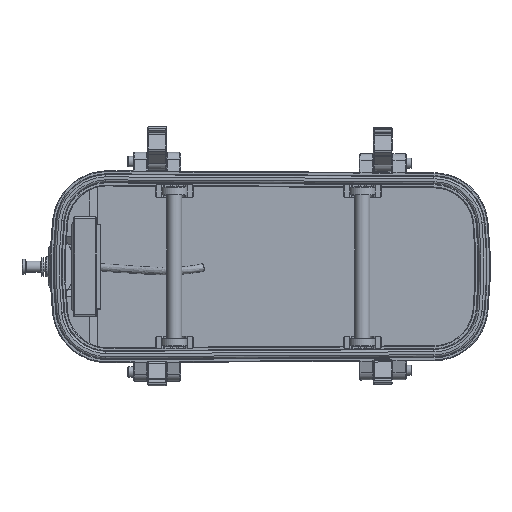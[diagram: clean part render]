
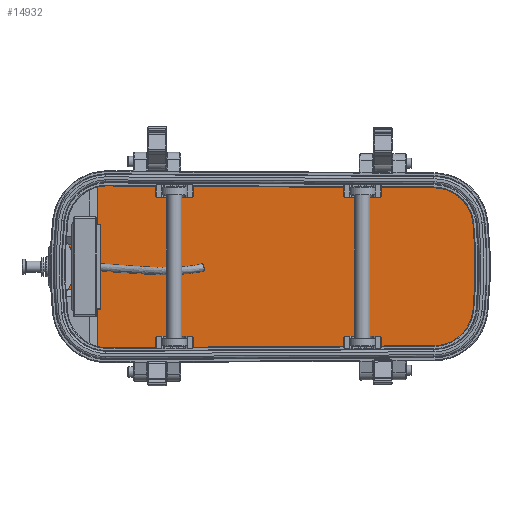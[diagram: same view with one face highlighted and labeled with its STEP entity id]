
A CAD part, top view. The second image highlights one B-rep face of the part: STEP entity #14932.
In plain terms, the highlighted planar face has unit normal (0, 0, 1).
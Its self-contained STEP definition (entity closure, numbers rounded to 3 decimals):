
#675=LINE('',#24832,#2147);
#680=LINE('',#24848,#2152);
#683=LINE('',#24857,#2155);
#686=LINE('',#24865,#2158);
#688=LINE('',#24869,#2160);
#691=LINE('',#24880,#2163);
#700=LINE('',#24913,#2172);
#701=LINE('',#24915,#2173);
#702=LINE('',#24917,#2174);
#2147=VECTOR('',#20132,1000.);
#2152=VECTOR('',#20151,1000.);
#2155=VECTOR('',#20162,1000.);
#2158=VECTOR('',#20169,1000.);
#2160=VECTOR('',#20173,1000.);
#2163=VECTOR('',#20186,1000.);
#2172=VECTOR('',#20217,1000.);
#2173=VECTOR('',#20220,1000.);
#2174=VECTOR('',#20221,1000.);
#4577=ORIENTED_EDGE('',*,*,#8391,.T.);
#4578=ORIENTED_EDGE('',*,*,#8388,.T.);
#4579=ORIENTED_EDGE('',*,*,#8386,.F.);
#4580=ORIENTED_EDGE('',*,*,#8410,.F.);
#4581=ORIENTED_EDGE('',*,*,#8411,.F.);
#4582=ORIENTED_EDGE('',*,*,#8412,.F.);
#4583=ORIENTED_EDGE('',*,*,#8394,.F.);
#4584=ORIENTED_EDGE('',*,*,#8382,.T.);
#4585=ORIENTED_EDGE('',*,*,#8380,.T.);
#4586=ORIENTED_EDGE('',*,*,#8377,.T.);
#4587=ORIENTED_EDGE('',*,*,#8376,.T.);
#4588=ORIENTED_EDGE('',*,*,#8374,.T.);
#4589=ORIENTED_EDGE('',*,*,#8372,.T.);
#4590=ORIENTED_EDGE('',*,*,#8369,.T.);
#8369=EDGE_CURVE('',#10365,#10364,#675,.T.);
#8372=EDGE_CURVE('',#10366,#10365,#11507,.T.);
#8374=EDGE_CURVE('',#10367,#10366,#11508,.T.);
#8376=EDGE_CURVE('',#10368,#10367,#11509,.T.);
#8377=EDGE_CURVE('',#10369,#10368,#680,.T.);
#8380=EDGE_CURVE('',#10370,#10369,#11510,.T.);
#8382=EDGE_CURVE('',#10371,#10370,#683,.T.);
#8386=EDGE_CURVE('',#10373,#10374,#686,.T.);
#8388=EDGE_CURVE('',#10375,#10374,#688,.T.);
#8391=EDGE_CURVE('',#10364,#10375,#11511,.T.);
#8394=EDGE_CURVE('',#10371,#10377,#691,.T.);
#8410=EDGE_CURVE('',#10390,#10373,#700,.T.);
#8411=EDGE_CURVE('',#10391,#10390,#701,.T.);
#8412=EDGE_CURVE('',#10377,#10391,#702,.T.);
#10364=VERTEX_POINT('',#24831);
#10365=VERTEX_POINT('',#24833);
#10366=VERTEX_POINT('',#24837);
#10367=VERTEX_POINT('',#24841);
#10368=VERTEX_POINT('',#24845);
#10369=VERTEX_POINT('',#24849);
#10370=VERTEX_POINT('',#24854);
#10371=VERTEX_POINT('',#24858);
#10373=VERTEX_POINT('',#24864);
#10374=VERTEX_POINT('',#24866);
#10375=VERTEX_POINT('',#24870);
#10377=VERTEX_POINT('',#24878);
#10390=VERTEX_POINT('',#24912);
#10391=VERTEX_POINT('',#24916);
#11507=CIRCLE('',#17902,21.);
#11508=CIRCLE('',#17904,223.);
#11509=CIRCLE('',#17906,21.);
#11510=CIRCLE('',#17909,21.);
#11511=CIRCLE('',#17917,21.);
#12235=EDGE_LOOP('',(#4577,#4578,#4579,#4580,#4581,#4582,#4583,#4584,#4585,
#4586,#4587,#4588,#4589,#4590));
#13326=FACE_BOUND('',#12235,.T.);
#14364=PLANE('',#17931);
#14932=ADVANCED_FACE('',(#13326),#14364,.T.);
#17902=AXIS2_PLACEMENT_3D('',#24838,#20137,#20138);
#17904=AXIS2_PLACEMENT_3D('',#24842,#20142,#20143);
#17906=AXIS2_PLACEMENT_3D('',#24846,#20147,#20148);
#17909=AXIS2_PLACEMENT_3D('',#24853,#20156,#20157);
#17917=AXIS2_PLACEMENT_3D('',#24874,#20179,#20180);
#17931=AXIS2_PLACEMENT_3D('',#24914,#20218,#20219);
#20132=DIRECTION('',(-1.,0.006,0.));
#20137=DIRECTION('',(0.,0.,1.));
#20138=DIRECTION('',(-1.,-0.006,0.));
#20142=DIRECTION('',(0.,0.,1.));
#20143=DIRECTION('',(-1.,-0.006,0.));
#20147=DIRECTION('',(0.,0.,1.));
#20148=DIRECTION('',(-1.,-0.006,0.));
#20151=DIRECTION('',(1.,0.006,0.));
#20156=DIRECTION('',(0.,0.,1.));
#20157=DIRECTION('',(-1.,-0.006,0.));
#20162=DIRECTION('',(0.,-1.,0.));
#20169=DIRECTION('',(1.,0.,0.));
#20173=DIRECTION('',(0.,-1.,0.));
#20179=DIRECTION('',(0.,0.,1.));
#20180=DIRECTION('',(-1.,-0.006,0.));
#20186=DIRECTION('',(-1.,0.,0.));
#20217=DIRECTION('',(-0.5,0.866,0.));
#20218=DIRECTION('',(0.,0.,1.));
#20219=DIRECTION('',(1.,0.,0.));
#20220=DIRECTION('',(0.,1.,0.));
#20221=DIRECTION('',(0.5,0.866,0.));
#24831=CARTESIAN_POINT('',(-86.416,42.991,-4.5));
#24832=CARTESIAN_POINT('',(88.025,42.,-4.5));
#24833=CARTESIAN_POINT('',(88.025,42.,-4.5));
#24837=CARTESIAN_POINT('',(108.792,23.183,-4.5));
#24838=CARTESIAN_POINT('',(87.905,21.,-4.5));
#24841=CARTESIAN_POINT('',(108.792,-23.183,-4.5));
#24842=CARTESIAN_POINT('',(-113.,0.,-4.5));
#24845=CARTESIAN_POINT('',(88.025,-42.,-4.5));
#24846=CARTESIAN_POINT('',(87.905,-21.,-4.5));
#24848=CARTESIAN_POINT('',(-86.416,-42.991,-4.5));
#24849=CARTESIAN_POINT('',(-86.416,-42.991,-4.5));
#24853=CARTESIAN_POINT('',(-85.798,-22.,-4.5));
#24854=CARTESIAN_POINT('',(-90.698,-42.421,-4.5));
#24857=CARTESIAN_POINT('',(-90.698,-22.,-4.5));
#24858=CARTESIAN_POINT('',(-90.698,-11.829,-4.5));
#24864=CARTESIAN_POINT('',(-106.443,11.829,-4.5));
#24865=CARTESIAN_POINT('',(-95.5,11.829,-4.5));
#24866=CARTESIAN_POINT('',(-90.698,11.829,-4.5));
#24869=CARTESIAN_POINT('',(-90.698,-22.,-4.5));
#24870=CARTESIAN_POINT('',(-90.698,42.421,-4.5));
#24874=CARTESIAN_POINT('',(-85.798,22.,-4.5));
#24878=CARTESIAN_POINT('',(-106.443,-11.829,-4.5));
#24880=CARTESIAN_POINT('',(-95.5,-11.829,-4.5));
#24912=CARTESIAN_POINT('',(-102.5,5.,-4.5));
#24913=CARTESIAN_POINT('',(-102.042,4.207,-4.5));
#24914=CARTESIAN_POINT('',(-85.798,-22.,-4.5));
#24915=CARTESIAN_POINT('',(-102.5,-5.,-4.5));
#24916=CARTESIAN_POINT('',(-102.5,-5.,-4.5));
#24917=CARTESIAN_POINT('',(-104.,-7.598,-4.5));
